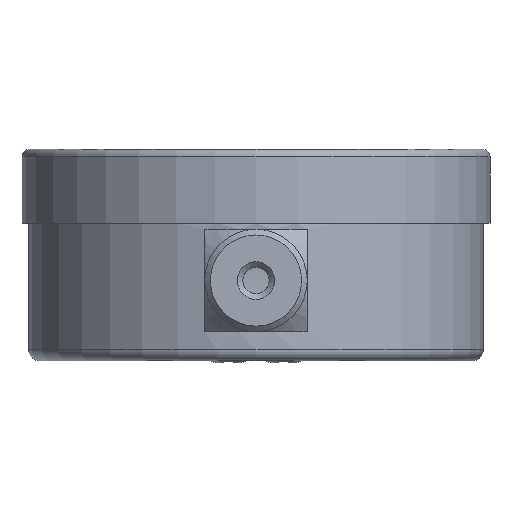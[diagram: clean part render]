
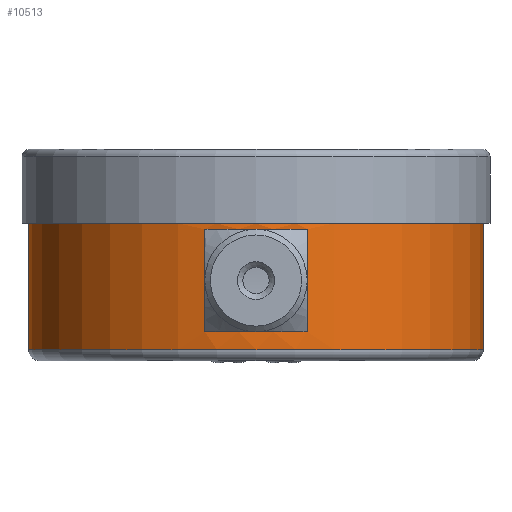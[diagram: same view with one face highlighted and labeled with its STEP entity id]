
A CAD part, front view. The second image highlights one B-rep face of the part: STEP entity #10513.
In plain terms, the highlighted cylindrical face has radius 30.747 mm (diameter 61.493 mm), a full revolution.
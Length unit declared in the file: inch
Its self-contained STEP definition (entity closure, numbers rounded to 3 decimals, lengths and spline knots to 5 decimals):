
#19 = CYLINDRICAL_SURFACE ( 'NONE', #6060, 1.2105 ) ;
#33 = EDGE_CURVE ( 'NONE', #6198, #6198, #5831, .T. ) ;
#166 = DIRECTION ( 'NONE',  ( -1., 0., 0. ) ) ;
#251 = EDGE_LOOP ( 'NONE', ( #8948, #3285, #10150, #9044 ) ) ;
#290 = VERTEX_POINT ( 'NONE', #5742 ) ;
#292 = DIRECTION ( 'NONE',  ( 0., 0., 1. ) ) ;
#487 = DIRECTION ( 'NONE',  ( 1., 0., 0. ) ) ;
#586 = CIRCLE ( 'NONE', #7406, 1.2105 ) ;
#938 = CARTESIAN_POINT ( 'NONE',  ( 1.2105, 0., -0.394 ) ) ;
#958 = FACE_OUTER_BOUND ( 'NONE', #6939, .T. ) ;
#1864 = CARTESIAN_POINT ( 'NONE',  ( 0., 0., -1.065 ) ) ;
#2876 = LINE ( 'NONE', #8972, #6234 ) ;
#3207 = CARTESIAN_POINT ( 'NONE',  ( -0.2725, -1.17943, -0.97049 ) ) ;
#3285 = ORIENTED_EDGE ( 'NONE', *, *, #9946, .F. ) ;
#3770 = EDGE_CURVE ( 'NONE', #4305, #6938, #586, .T. ) ;
#3791 = CARTESIAN_POINT ( 'NONE',  ( 0.2725, -1.17943, -0.42549 ) ) ;
#4017 = CIRCLE ( 'NONE', #10563, 1.2105 ) ;
#4153 = DIRECTION ( 'NONE',  ( 0., 0., -1. ) ) ;
#4305 = VERTEX_POINT ( 'NONE', #3791 ) ;
#4395 = LINE ( 'NONE', #7924, #7335 ) ;
#4454 = DIRECTION ( 'NONE',  ( 0., 0., 1. ) ) ;
#4657 = DIRECTION ( 'NONE',  ( 0., 0., 1. ) ) ;
#4696 = VERTEX_POINT ( 'NONE', #3207 ) ;
#5319 = AXIS2_PLACEMENT_3D ( 'NONE', #5552, #8098, #166 ) ;
#5333 = CARTESIAN_POINT ( 'NONE',  ( -0.2725, -1.17943, -0.42549 ) ) ;
#5367 = DIRECTION ( 'NONE',  ( 0., 0., -1. ) ) ;
#5546 = DIRECTION ( 'NONE',  ( 1., 0., 0. ) ) ;
#5552 = CARTESIAN_POINT ( 'NONE',  ( 0., 0., -0.97049 ) ) ;
#5706 = CARTESIAN_POINT ( 'NONE',  ( 0., 0., -1.125 ) ) ;
#5742 = CARTESIAN_POINT ( 'NONE',  ( 1.2105, 0., -1.065 ) ) ;
#5831 = CIRCLE ( 'NONE', #7488, 1.2105 ) ;
#6060 = AXIS2_PLACEMENT_3D ( 'NONE', #5706, #4657, #487 ) ;
#6198 = VERTEX_POINT ( 'NONE', #938 ) ;
#6234 = VECTOR ( 'NONE', #5367, 39.37008 ) ;
#6249 = CIRCLE ( 'NONE', #5319, 1.2105 ) ;
#6492 = EDGE_LOOP ( 'NONE', ( #10422 ) ) ;
#6536 = VERTEX_POINT ( 'NONE', #7199 ) ;
#6938 = VERTEX_POINT ( 'NONE', #5333 ) ;
#6939 = EDGE_LOOP ( 'NONE', ( #7319 ) ) ;
#7123 = FACE_OUTER_BOUND ( 'NONE', #6492, .T. ) ;
#7199 = CARTESIAN_POINT ( 'NONE',  ( 0.2725, -1.17943, -0.97049 ) ) ;
#7319 = ORIENTED_EDGE ( 'NONE', *, *, #11510, .T. ) ;
#7335 = VECTOR ( 'NONE', #4454, 39.37008 ) ;
#7406 = AXIS2_PLACEMENT_3D ( 'NONE', #11107, #4153, #7564 ) ;
#7488 = AXIS2_PLACEMENT_3D ( 'NONE', #8027, #10931, #5546 ) ;
#7564 = DIRECTION ( 'NONE',  ( 1., 0., 0. ) ) ;
#7924 = CARTESIAN_POINT ( 'NONE',  ( 0.2725, -1.17943, -1.125 ) ) ;
#8027 = CARTESIAN_POINT ( 'NONE',  ( 0., 0., -0.394 ) ) ;
#8098 = DIRECTION ( 'NONE',  ( 0., 0., 1. ) ) ;
#8122 = FACE_BOUND ( 'NONE', #251, .T. ) ;
#8153 = EDGE_CURVE ( 'NONE', #6536, #4305, #4395, .T. ) ;
#8948 = ORIENTED_EDGE ( 'NONE', *, *, #8153, .F. ) ;
#8972 = CARTESIAN_POINT ( 'NONE',  ( -0.2725, -1.17943, -1.125 ) ) ;
#9044 = ORIENTED_EDGE ( 'NONE', *, *, #3770, .F. ) ;
#9939 = DIRECTION ( 'NONE',  ( 1., 0., 0. ) ) ;
#9946 = EDGE_CURVE ( 'NONE', #4696, #6536, #6249, .T. ) ;
#10150 = ORIENTED_EDGE ( 'NONE', *, *, #11031, .F. ) ;
#10422 = ORIENTED_EDGE ( 'NONE', *, *, #33, .T. ) ;
#10513 = ADVANCED_FACE ( 'NONE', ( #8122, #958, #7123 ), #19, .T. ) ;
#10563 = AXIS2_PLACEMENT_3D ( 'NONE', #1864, #292, #9939 ) ;
#10931 = DIRECTION ( 'NONE',  ( 0., 0., -1. ) ) ;
#11031 = EDGE_CURVE ( 'NONE', #6938, #4696, #2876, .T. ) ;
#11107 = CARTESIAN_POINT ( 'NONE',  ( 0., 0., -0.42549 ) ) ;
#11510 = EDGE_CURVE ( 'NONE', #290, #290, #4017, .T. ) ;
